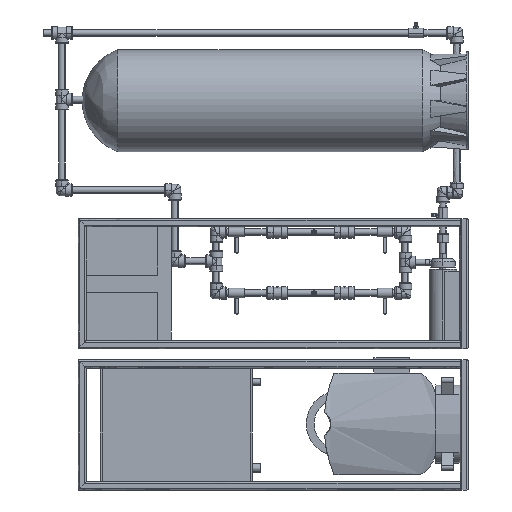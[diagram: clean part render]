
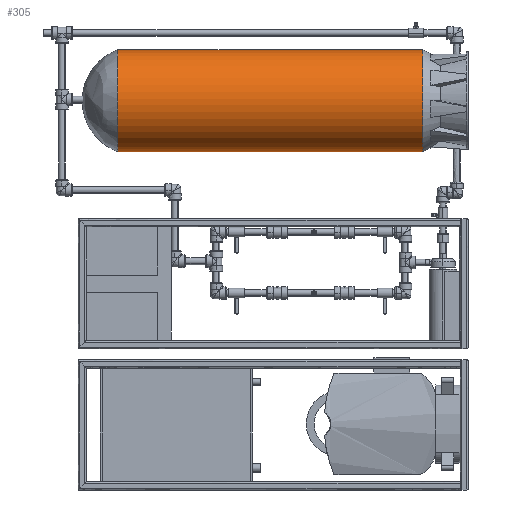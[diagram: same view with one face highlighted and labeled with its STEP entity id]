
A CAD part, left-side view. The second image highlights one B-rep face of the part: STEP entity #305.
In plain terms, the highlighted free-form (B-spline) face has degree [2, 1] with [5, 2] control points.
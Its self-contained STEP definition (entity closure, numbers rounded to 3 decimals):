
#153 = VERTEX_POINT('',#154);
#154 = CARTESIAN_POINT('',(-2976.925,69.675,
    4224.778));
#155 = VERTEX_POINT('',#156);
#156 = CARTESIAN_POINT('',(-2976.925,69.675,
    4684.549));
#164 = EDGE_CURVE('',#153,#165,#167,.T.);
#165 = VERTEX_POINT('',#166);
#166 = CARTESIAN_POINT('',(-2976.925,1448.988,
    4224.778));
#167 = B_SPLINE_CURVE_WITH_KNOTS('',1,(#168,#169),.UNSPECIFIED.,.F.,.F.,
  (2,2),(-25.,1475.),.PIECEWISE_BEZIER_KNOTS.);
#168 = CARTESIAN_POINT('',(-2976.925,69.675,
    4224.778));
#169 = CARTESIAN_POINT('',(-2976.925,1448.988,
    4224.778));
#172 = VERTEX_POINT('',#173);
#173 = CARTESIAN_POINT('',(-2976.925,1448.988,
    4684.549));
#181 = EDGE_CURVE('',#155,#172,#182,.T.);
#182 = B_SPLINE_CURVE_WITH_KNOTS('',1,(#183,#184),.UNSPECIFIED.,.F.,.F.,
  (2,2),(-25.,1475.),.PIECEWISE_BEZIER_KNOTS.);
#183 = CARTESIAN_POINT('',(-2976.925,69.675,
    4684.549));
#184 = CARTESIAN_POINT('',(-2976.925,1448.988,
    4684.549));
#214 = EDGE_CURVE('',#172,#165,#215,.T.);
#215 = ( BOUNDED_CURVE() B_SPLINE_CURVE(2,(#216,#217,#218,#219,#220),
.UNSPECIFIED.,.F.,.F.) B_SPLINE_CURVE_WITH_KNOTS((3,2,3),(3.142,
4.712,6.283),.PIECEWISE_BEZIER_KNOTS.) CURVE() 
GEOMETRIC_REPRESENTATION_ITEM() RATIONAL_B_SPLINE_CURVE((1.,
0.707,1.,0.707,1.)) REPRESENTATION_ITEM('') );
#216 = CARTESIAN_POINT('',(-2976.925,1448.988,
    4684.549));
#217 = CARTESIAN_POINT('',(-3206.81,1448.988,
    4684.549));
#218 = CARTESIAN_POINT('',(-3206.81,1448.988,
    4454.663));
#219 = CARTESIAN_POINT('',(-3206.81,1448.988,
    4224.778));
#220 = CARTESIAN_POINT('',(-2976.925,1448.988,
    4224.778));
#272 = EDGE_CURVE('',#155,#153,#273,.T.);
#273 = ( BOUNDED_CURVE() B_SPLINE_CURVE(2,(#274,#275,#276,#277,#278),
.UNSPECIFIED.,.F.,.F.) B_SPLINE_CURVE_WITH_KNOTS((3,2,3),(3.142,
4.712,6.283),.PIECEWISE_BEZIER_KNOTS.) CURVE() 
GEOMETRIC_REPRESENTATION_ITEM() RATIONAL_B_SPLINE_CURVE((1.,
0.707,1.,0.707,1.)) REPRESENTATION_ITEM('') );
#274 = CARTESIAN_POINT('',(-2976.925,69.675,
    4684.549));
#275 = CARTESIAN_POINT('',(-3206.81,69.675,
    4684.549));
#276 = CARTESIAN_POINT('',(-3206.81,69.675,
    4454.663));
#277 = CARTESIAN_POINT('',(-3206.81,69.675,
    4224.778));
#278 = CARTESIAN_POINT('',(-2976.925,69.675,
    4224.778));
#305 = ADVANCED_FACE('',(#306),#312,.T.);
#306 = FACE_BOUND('',#307,.T.);
#307 = EDGE_LOOP('',(#308,#309,#310,#311));
#308 = ORIENTED_EDGE('',*,*,#164,.F.);
#309 = ORIENTED_EDGE('',*,*,#272,.F.);
#310 = ORIENTED_EDGE('',*,*,#181,.T.);
#311 = ORIENTED_EDGE('',*,*,#214,.T.);
#312 = ( BOUNDED_SURFACE() B_SPLINE_SURFACE(2,1,(
    (#313,#314)
    ,(#315,#316)
    ,(#317,#318)
    ,(#319,#320)
,(#321,#322
    )),.UNSPECIFIED.,.F.,.F.,.F.) B_SPLINE_SURFACE_WITH_KNOTS((3,2,3),(2
    ,2),(3.142,4.712,6.283),(-25.,1475.),
.PIECEWISE_BEZIER_KNOTS.) GEOMETRIC_REPRESENTATION_ITEM() 
RATIONAL_B_SPLINE_SURFACE((
    (1.,1.)
    ,(0.707,0.707)
    ,(1.,1.)
    ,(0.707,0.707)
,(1.,1.))) REPRESENTATION_ITEM('') SURFACE() );
#313 = CARTESIAN_POINT('',(-2976.925,69.675,
    4224.778));
#314 = CARTESIAN_POINT('',(-2976.925,1448.988,
    4224.778));
#315 = CARTESIAN_POINT('',(-3206.81,69.675,
    4224.778));
#316 = CARTESIAN_POINT('',(-3206.81,1448.988,
    4224.778));
#317 = CARTESIAN_POINT('',(-3206.81,69.675,
    4454.663));
#318 = CARTESIAN_POINT('',(-3206.81,1448.988,
    4454.663));
#319 = CARTESIAN_POINT('',(-3206.81,69.675,
    4684.549));
#320 = CARTESIAN_POINT('',(-3206.81,1448.988,
    4684.549));
#321 = CARTESIAN_POINT('',(-2976.925,69.675,
    4684.549));
#322 = CARTESIAN_POINT('',(-2976.925,1448.988,
    4684.549));
